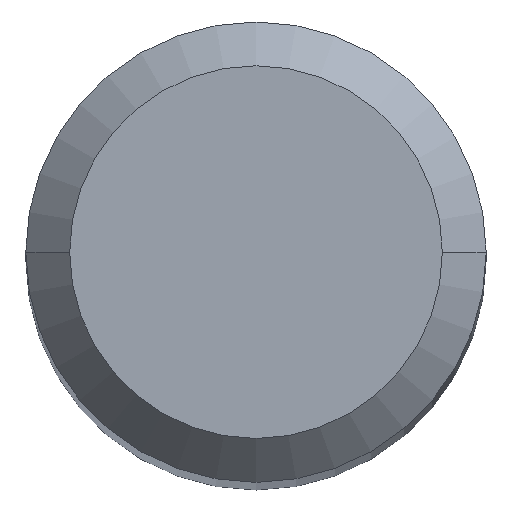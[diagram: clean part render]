
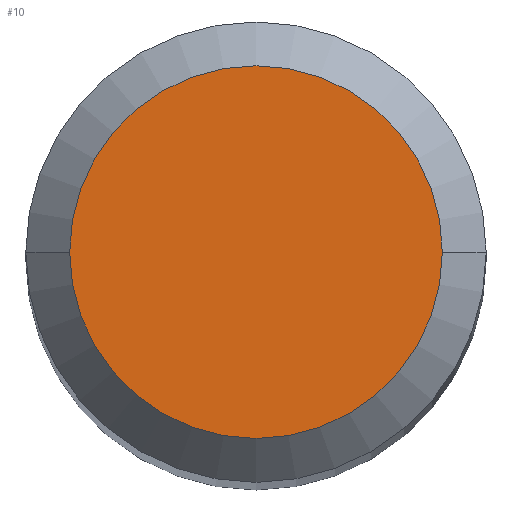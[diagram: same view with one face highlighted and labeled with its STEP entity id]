
A CAD part, top view. The second image highlights one B-rep face of the part: STEP entity #10.
In plain terms, the highlighted planar face has unit normal (0, 0, 1).
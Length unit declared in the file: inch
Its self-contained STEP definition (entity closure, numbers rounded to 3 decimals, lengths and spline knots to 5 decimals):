
#10 = ADVANCED_FACE ( 'NONE', ( #35 ), #143, .T. ) ;
#19 = VERTEX_POINT ( 'NONE', #50 ) ;
#35 = FACE_OUTER_BOUND ( 'NONE', #273, .T. ) ;
#50 = CARTESIAN_POINT ( 'NONE',  ( 0.06374, 0., 1.9685 ) ) ;
#61 = ORIENTED_EDGE ( 'NONE', *, *, #292, .T. ) ;
#81 = CARTESIAN_POINT ( 'NONE',  ( 0., 0., 1.9685 ) ) ;
#82 = DIRECTION ( 'NONE',  ( 0., 0., 1. ) ) ;
#86 = EDGE_CURVE ( 'NONE', #199, #19, #245, .T. ) ;
#97 = CARTESIAN_POINT ( 'NONE',  ( -0.06374, 0., 1.9685 ) ) ;
#118 = DIRECTION ( 'NONE',  ( 0., 0., 1. ) ) ;
#120 = AXIS2_PLACEMENT_3D ( 'NONE', #298, #118, #162 ) ;
#143 = PLANE ( 'NONE',  #163 ) ;
#146 = DIRECTION ( 'NONE',  ( 1., 0., 0. ) ) ;
#154 = CIRCLE ( 'NONE', #277, 0.06374 ) ;
#161 = ORIENTED_EDGE ( 'NONE', *, *, #86, .T. ) ;
#162 = DIRECTION ( 'NONE',  ( 1., 0., 0. ) ) ;
#163 = AXIS2_PLACEMENT_3D ( 'NONE', #168, #82, #181 ) ;
#168 = CARTESIAN_POINT ( 'NONE',  ( 0., 0., 1.9685 ) ) ;
#171 = DIRECTION ( 'NONE',  ( 0., 0., 1. ) ) ;
#181 = DIRECTION ( 'NONE',  ( 1., 0., 0. ) ) ;
#199 = VERTEX_POINT ( 'NONE', #97 ) ;
#245 = CIRCLE ( 'NONE', #120, 0.06374 ) ;
#273 = EDGE_LOOP ( 'NONE', ( #161, #61 ) ) ;
#277 = AXIS2_PLACEMENT_3D ( 'NONE', #81, #171, #146 ) ;
#292 = EDGE_CURVE ( 'NONE', #19, #199, #154, .T. ) ;
#298 = CARTESIAN_POINT ( 'NONE',  ( 0., 0., 1.9685 ) ) ;
